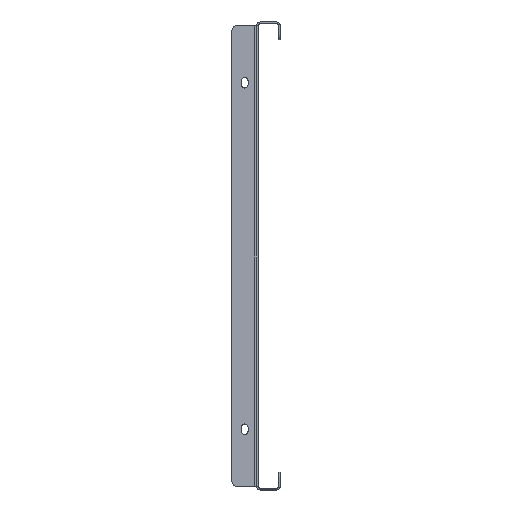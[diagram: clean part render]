
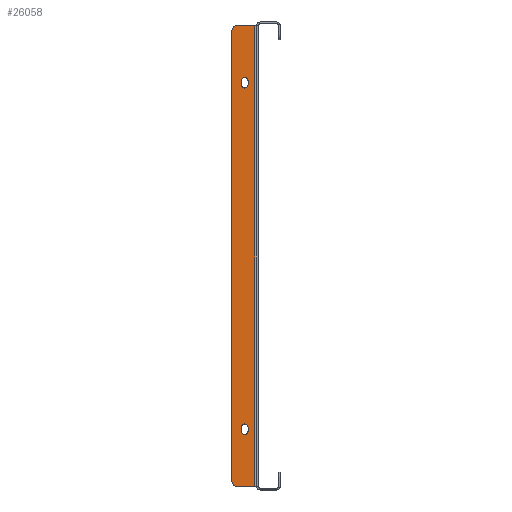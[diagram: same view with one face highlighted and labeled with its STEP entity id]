
A CAD part, left-side view. The second image highlights one B-rep face of the part: STEP entity #26058.
In plain terms, the highlighted planar face has unit normal (-1, 0, 0).
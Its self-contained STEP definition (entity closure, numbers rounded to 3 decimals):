
#292 = ORIENTED_EDGE ( 'NONE', *, *, #1876, .F. ) ;
#307 = ORIENTED_EDGE ( 'NONE', *, *, #13072, .T. ) ;
#490 = AXIS2_PLACEMENT_3D ( 'NONE', #11578, #4971, #11304 ) ;
#508 = VERTEX_POINT ( 'NONE', #575 ) ;
#575 = CARTESIAN_POINT ( 'NONE',  ( -546., 16., 195.5 ) ) ;
#711 = EDGE_CURVE ( 'NONE', #23807, #15123, #22736, .T. ) ;
#813 = CARTESIAN_POINT ( 'NONE',  ( -546., 7.25, -145.25 ) ) ;
#955 = AXIS2_PLACEMENT_3D ( 'NONE', #16797, #12724, #19449 ) ;
#1055 = LINE ( 'NONE', #5105, #23370 ) ;
#1459 = CARTESIAN_POINT ( 'NONE',  ( -546., 16., -190.5 ) ) ;
#1712 = CARTESIAN_POINT ( 'NONE',  ( -546., 10., -145.25 ) ) ;
#1876 = EDGE_CURVE ( 'NONE', #15123, #10555, #3508, .T. ) ;
#2191 = EDGE_CURVE ( 'NONE', #21332, #9635, #7409, .T. ) ;
#2625 = LINE ( 'NONE', #813, #4428 ) ;
#2981 = DIRECTION ( 'NONE',  ( 0., -1., 0. ) ) ;
#3347 = CARTESIAN_POINT ( 'NONE',  ( -546., 12.75, -145.25 ) ) ;
#3508 = LINE ( 'NONE', #27387, #13288 ) ;
#3659 = CARTESIAN_POINT ( 'NONE',  ( -546., 12.75, -148.75 ) ) ;
#3687 = CIRCLE ( 'NONE', #24323, 2.75 ) ;
#3761 = CARTESIAN_POINT ( 'NONE',  ( -546., 7.25, 148.75 ) ) ;
#4015 = ORIENTED_EDGE ( 'NONE', *, *, #20397, .T. ) ;
#4428 = VECTOR ( 'NONE', #17517, 1000. ) ;
#4578 = VECTOR ( 'NONE', #8178, 1000. ) ;
#4798 = AXIS2_PLACEMENT_3D ( 'NONE', #1459, #24898, #2981 ) ;
#4940 = ORIENTED_EDGE ( 'NONE', *, *, #16285, .F. ) ;
#4971 = DIRECTION ( 'NONE',  ( -1., 0., 0. ) ) ;
#5105 = CARTESIAN_POINT ( 'NONE',  ( -546., 21., -195.5 ) ) ;
#5396 = ORIENTED_EDGE ( 'NONE', *, *, #17991, .F. ) ;
#5754 = CARTESIAN_POINT ( 'NONE',  ( -546., 12.75, -145.25 ) ) ;
#5998 = EDGE_LOOP ( 'NONE', ( #20801, #4940, #18487, #24045 ) ) ;
#6820 = DIRECTION ( 'NONE',  ( 0., -1., 0. ) ) ;
#7409 = LINE ( 'NONE', #3347, #8844 ) ;
#8169 = EDGE_LOOP ( 'NONE', ( #15937, #292, #26679, #10080 ) ) ;
#8178 = DIRECTION ( 'NONE',  ( 0., 0., 1. ) ) ;
#8207 = VERTEX_POINT ( 'NONE', #26851 ) ;
#8302 = DIRECTION ( 'NONE',  ( 0., 1., 0. ) ) ;
#8844 = VECTOR ( 'NONE', #18361, 1000. ) ;
#9030 = EDGE_CURVE ( 'NONE', #11350, #23581, #23188, .T. ) ;
#9110 = CARTESIAN_POINT ( 'NONE',  ( -546., 21., -190.5 ) ) ;
#9635 = VERTEX_POINT ( 'NONE', #3659 ) ;
#10080 = ORIENTED_EDGE ( 'NONE', *, *, #14521, .F. ) ;
#10387 = DIRECTION ( 'NONE',  ( 0., 0., -1. ) ) ;
#10440 = CARTESIAN_POINT ( 'NONE',  ( -546., 12.75, 148.75 ) ) ;
#10555 = VERTEX_POINT ( 'NONE', #13946 ) ;
#11018 = DIRECTION ( 'NONE',  ( -1., 0., 0. ) ) ;
#11304 = DIRECTION ( 'NONE',  ( 0., -1., 0. ) ) ;
#11350 = VERTEX_POINT ( 'NONE', #9110 ) ;
#11578 = CARTESIAN_POINT ( 'NONE',  ( -546., 10., 145.25 ) ) ;
#11943 = CIRCLE ( 'NONE', #24047, 5. ) ;
#12350 = VERTEX_POINT ( 'NONE', #17085 ) ;
#12724 = DIRECTION ( 'NONE',  ( -1., 0., 0. ) ) ;
#13072 = EDGE_CURVE ( 'NONE', #18296, #26285, #18705, .T. ) ;
#13288 = VECTOR ( 'NONE', #10387, 1000. ) ;
#13821 = VERTEX_POINT ( 'NONE', #16372 ) ;
#13835 = DIRECTION ( 'NONE',  ( 0., -1., 0. ) ) ;
#13873 = DIRECTION ( 'NONE',  ( -1., 0., 0. ) ) ;
#13946 = CARTESIAN_POINT ( 'NONE',  ( -546., 12.75, 145.25 ) ) ;
#13993 = DIRECTION ( 'NONE',  ( 0., 0., 1. ) ) ;
#14374 = CARTESIAN_POINT ( 'NONE',  ( -546., 1.5, 0. ) ) ;
#14521 = EDGE_CURVE ( 'NONE', #12350, #23807, #20427, .T. ) ;
#15123 = VERTEX_POINT ( 'NONE', #10440 ) ;
#15484 = CIRCLE ( 'NONE', #19053, 2.75 ) ;
#15670 = CARTESIAN_POINT ( 'NONE',  ( -546., 1.5, 195.5 ) ) ;
#15923 = EDGE_CURVE ( 'NONE', #508, #26285, #22475, .T. ) ;
#15937 = ORIENTED_EDGE ( 'NONE', *, *, #24530, .F. ) ;
#16071 = DIRECTION ( 'NONE',  ( 0., 1., 0. ) ) ;
#16285 = EDGE_CURVE ( 'NONE', #8207, #13821, #2625, .T. ) ;
#16360 = CARTESIAN_POINT ( 'NONE',  ( -546., 7.25, 145.25 ) ) ;
#16372 = CARTESIAN_POINT ( 'NONE',  ( -546., 7.25, -145.25 ) ) ;
#16552 = CARTESIAN_POINT ( 'NONE',  ( -546., 0., 195.5 ) ) ;
#16797 = CARTESIAN_POINT ( 'NONE',  ( -546., 0., 0. ) ) ;
#17085 = CARTESIAN_POINT ( 'NONE',  ( -546., 7.25, 145.25 ) ) ;
#17517 = DIRECTION ( 'NONE',  ( 0., 0., 1. ) ) ;
#17991 = EDGE_CURVE ( 'NONE', #18296, #23581, #1055, .T. ) ;
#18041 = ORIENTED_EDGE ( 'NONE', *, *, #26954, .F. ) ;
#18208 = DIRECTION ( 'NONE',  ( 0., 1., 0. ) ) ;
#18213 = VERTEX_POINT ( 'NONE', #25608 ) ;
#18243 = AXIS2_PLACEMENT_3D ( 'NONE', #21813, #11018, #6820 ) ;
#18296 = VERTEX_POINT ( 'NONE', #23781 ) ;
#18361 = DIRECTION ( 'NONE',  ( 0., 0., -1. ) ) ;
#18487 = ORIENTED_EDGE ( 'NONE', *, *, #19899, .F. ) ;
#18705 = LINE ( 'NONE', #14374, #23768 ) ;
#18972 = ORIENTED_EDGE ( 'NONE', *, *, #15923, .F. ) ;
#19053 = AXIS2_PLACEMENT_3D ( 'NONE', #27086, #13873, #18208 ) ;
#19449 = DIRECTION ( 'NONE',  ( 0., -1., 0. ) ) ;
#19899 = EDGE_CURVE ( 'NONE', #9635, #8207, #15484, .T. ) ;
#20397 = EDGE_CURVE ( 'NONE', #508, #18213, #11943, .T. ) ;
#20418 = CARTESIAN_POINT ( 'NONE',  ( -546., 16., 190.5 ) ) ;
#20427 = LINE ( 'NONE', #16360, #25877 ) ;
#20510 = ORIENTED_EDGE ( 'NONE', *, *, #9030, .T. ) ;
#20801 = ORIENTED_EDGE ( 'NONE', *, *, #27001, .F. ) ;
#21332 = VERTEX_POINT ( 'NONE', #5754 ) ;
#21564 = PLANE ( 'NONE',  #955 ) ;
#21773 = CARTESIAN_POINT ( 'NONE',  ( -546., 16., -195.5 ) ) ;
#21813 = CARTESIAN_POINT ( 'NONE',  ( -546., 10., 148.75 ) ) ;
#21913 = VECTOR ( 'NONE', #25131, 1000. ) ;
#22475 = LINE ( 'NONE', #16552, #21913 ) ;
#22736 = CIRCLE ( 'NONE', #18243, 2.75 ) ;
#23188 = CIRCLE ( 'NONE', #4798, 5. ) ;
#23191 = LINE ( 'NONE', #27560, #4578 ) ;
#23370 = VECTOR ( 'NONE', #16071, 1000. ) ;
#23404 = FACE_BOUND ( 'NONE', #5998, .T. ) ;
#23581 = VERTEX_POINT ( 'NONE', #21773 ) ;
#23768 = VECTOR ( 'NONE', #27300, 1000. ) ;
#23781 = CARTESIAN_POINT ( 'NONE',  ( -546., 1.5, -195.5 ) ) ;
#23807 = VERTEX_POINT ( 'NONE', #3761 ) ;
#24045 = ORIENTED_EDGE ( 'NONE', *, *, #2191, .F. ) ;
#24047 = AXIS2_PLACEMENT_3D ( 'NONE', #20418, #24922, #13835 ) ;
#24323 = AXIS2_PLACEMENT_3D ( 'NONE', #1712, #27691, #8302 ) ;
#24530 = EDGE_CURVE ( 'NONE', #10555, #12350, #27406, .T. ) ;
#24898 = DIRECTION ( 'NONE',  ( -1., 0., 0. ) ) ;
#24922 = DIRECTION ( 'NONE',  ( -1., 0., 0. ) ) ;
#25131 = DIRECTION ( 'NONE',  ( 0., -1., 0. ) ) ;
#25608 = CARTESIAN_POINT ( 'NONE',  ( -546., 21., 190.5 ) ) ;
#25788 = FACE_BOUND ( 'NONE', #8169, .T. ) ;
#25877 = VECTOR ( 'NONE', #13993, 1000. ) ;
#26058 = ADVANCED_FACE ( 'NONE', ( #25788, #23404, #27756 ), #21564, .T. ) ;
#26285 = VERTEX_POINT ( 'NONE', #15670 ) ;
#26679 = ORIENTED_EDGE ( 'NONE', *, *, #711, .F. ) ;
#26851 = CARTESIAN_POINT ( 'NONE',  ( -546., 7.25, -148.75 ) ) ;
#26954 = EDGE_CURVE ( 'NONE', #11350, #18213, #23191, .T. ) ;
#26980 = EDGE_LOOP ( 'NONE', ( #18972, #4015, #18041, #20510, #5396, #307 ) ) ;
#27001 = EDGE_CURVE ( 'NONE', #13821, #21332, #3687, .T. ) ;
#27086 = CARTESIAN_POINT ( 'NONE',  ( -546., 10., -148.75 ) ) ;
#27300 = DIRECTION ( 'NONE',  ( 0., 0., 1. ) ) ;
#27387 = CARTESIAN_POINT ( 'NONE',  ( -546., 12.75, 145.25 ) ) ;
#27406 = CIRCLE ( 'NONE', #490, 2.75 ) ;
#27560 = CARTESIAN_POINT ( 'NONE',  ( -546., 21., 195.5 ) ) ;
#27691 = DIRECTION ( 'NONE',  ( -1., 0., 0. ) ) ;
#27756 = FACE_OUTER_BOUND ( 'NONE', #26980, .T. ) ;
